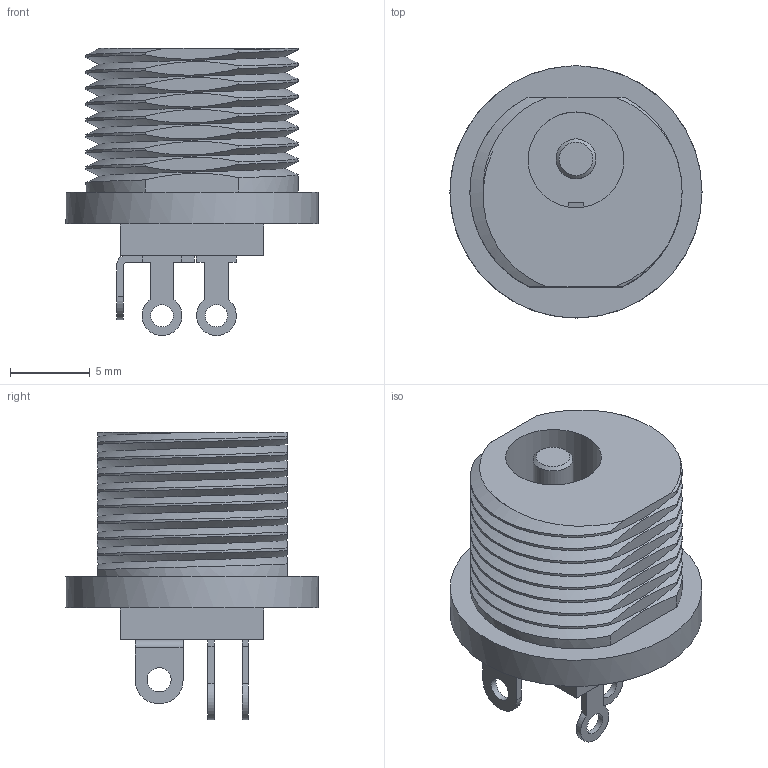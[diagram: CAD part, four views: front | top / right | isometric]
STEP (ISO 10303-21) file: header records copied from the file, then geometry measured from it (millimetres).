
FILE_DESCRIPTION(('for SolidWorks'),'2;1');
FILE_NAME('pj-011b.step', '2016-08-25T13:52:39',('Serg'),(''),'Open CASCADE STEP processor 6.6', 'DipTrace','Unknown');
FILE_SCHEMA(('AUTOMOTIVE_DESIGN { 1 0 10303 214 1 1 1 1 }'));
Length unit declared in the file: millimetre
Products named in the file (3): ASSEMBLY; pj-011b; pj-011b_001
Assembly tree (2 placements, depth 2):
  ASSEMBLY
    pj-011b
    pj-011b_001
Bounding box: 15.8 x 15.8 x 18 mm (x, y, z)
Volume: 1557.1 mm3; surface area: 1454.6 mm2
Topology: 6 solids, 6 shells, 115 faces, 299 edges, 199 vertices
Faces by surface type: plane 65, cylinder 30, bspline 19, cone 1
Full cylindrical faces by diameter (mm): 1.4 x2, 1.5 x1, 2.5 x1, 6 x1, 15.8 x1
Entity records: 19748 total; most frequent: CARTESIAN_POINT 17072, ORIENTED_EDGE 598, DIRECTION 414, EDGE_CURVE 299, VERTEX_POINT 199, LINE 144, VECTOR 144, AXIS2_PLACEMENT_3D 135
